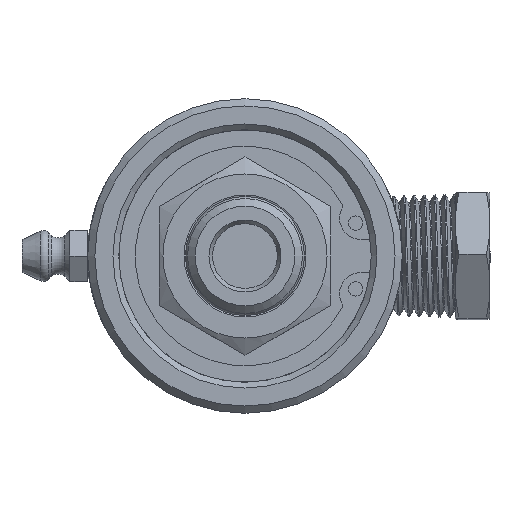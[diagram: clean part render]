
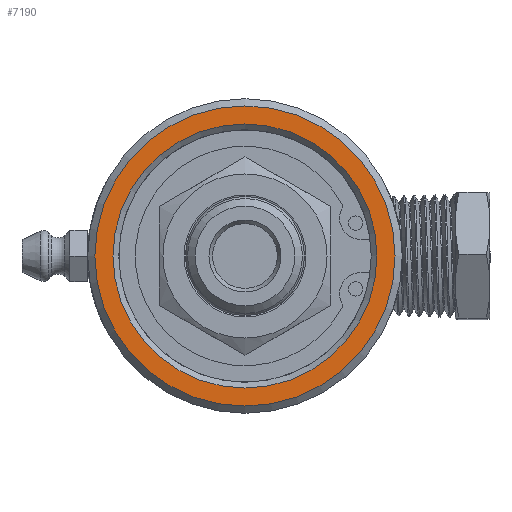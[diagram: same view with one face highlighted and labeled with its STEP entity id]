
A CAD part, left-side view. The second image highlights one B-rep face of the part: STEP entity #7190.
In plain terms, the highlighted planar face has unit normal (-1, 0, 0).
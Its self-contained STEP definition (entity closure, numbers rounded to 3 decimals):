
#262=PLANE('',#7717);
#424=FACE_BOUND('',#2186,.T.);
#1749=FACE_OUTER_BOUND('',#2185,.T.);
#2185=EDGE_LOOP('',(#4994));
#2186=EDGE_LOOP('',(#4995));
#2694=CIRCLE('',#7707,20.85);
#2700=CIRCLE('',#7718,18.34);
#3080=VERTEX_POINT('',#12404);
#3089=VERTEX_POINT('',#12658);
#3834=EDGE_CURVE('',#3080,#3080,#2694,.T.);
#3847=EDGE_CURVE('',#3089,#3089,#2700,.T.);
#4994=ORIENTED_EDGE('',*,*,#3834,.F.);
#4995=ORIENTED_EDGE('',*,*,#3847,.F.);
#7190=ADVANCED_FACE('',(#1749,#424),#262,.T.);
#7707=AXIS2_PLACEMENT_3D('',#12406,#8441,#8442);
#7717=AXIS2_PLACEMENT_3D('',#12657,#8463,#8464);
#7718=AXIS2_PLACEMENT_3D('',#12659,#8465,#8466);
#8441=DIRECTION('center_axis',(1.,0.,0.));
#8442=DIRECTION('ref_axis',(0.,-1.,0.));
#8463=DIRECTION('center_axis',(-1.,0.,0.));
#8464=DIRECTION('ref_axis',(0.,0.,1.));
#8465=DIRECTION('center_axis',(-1.,0.,0.));
#8466=DIRECTION('ref_axis',(0.,-1.,0.));
#12404=CARTESIAN_POINT('',(0.,20.85,0.));
#12406=CARTESIAN_POINT('Origin',(0.,0.,0.));
#12657=CARTESIAN_POINT('Origin',(0.,10.925,0.));
#12658=CARTESIAN_POINT('',(0.,18.34,0.));
#12659=CARTESIAN_POINT('Origin',(0.,0.,0.));
